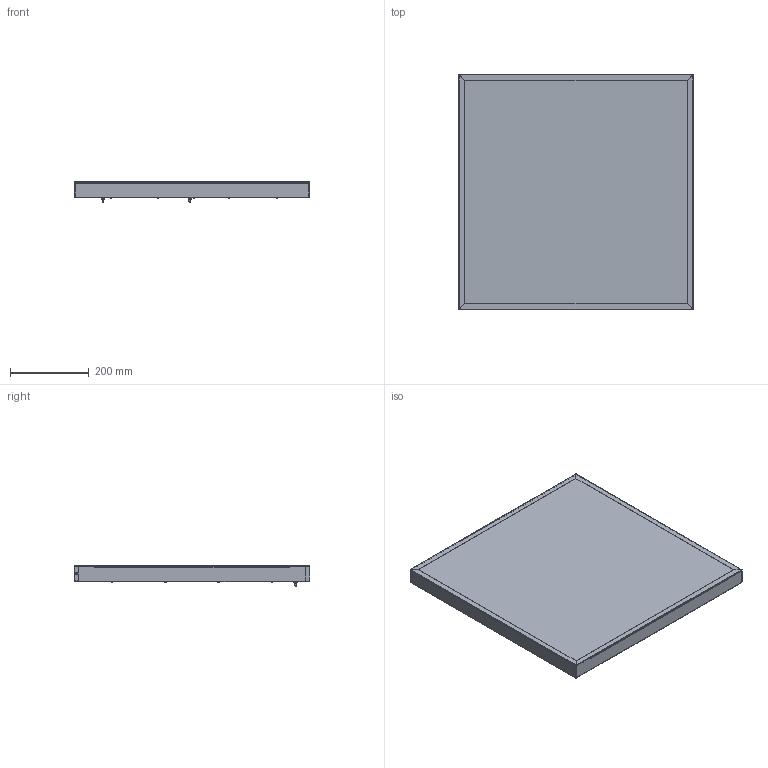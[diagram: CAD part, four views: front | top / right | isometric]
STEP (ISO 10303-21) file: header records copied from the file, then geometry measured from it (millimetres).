
FILE_DESCRIPTION(('STEP AP203'), '1');
FILE_NAME('001.0066.03.000 - ÃÑÎ-Àðìñòðîíã IP20 4 ëèíåéêè', '', ('UNSPECIFIED'), ('UNSPECIFIED'), 'C3D Converter', 'C3D Toolkit', '');
FILE_SCHEMA(('CONFIG_CONTROL_DESIGN'));
Length unit declared in the file: millimetre
Products named in the file (18): 001.0066.03.000
Assembly tree (143 placements, depth 2):
  001.0066.03.000
    (unnamed)  x2
    (unnamed)  x48
    (unnamed)  x48
    (unnamed)  x21
    (unnamed)
    (unnamed)  x2
    (unnamed)  x4
    (unnamed)  x4
    (unnamed)  x4
    (unnamed)
    (unnamed)
    (unnamed)
    (unnamed)  x2
    (unnamed)
    (unnamed)
    (unnamed)
    (unnamed)
Bounding box: 597.34 x 596.08 x 50.8 mm (x, y, z)
Volume: 1106167.6 mm3; surface area: 1827998.6 mm2
Topology: 143 solids, 143 shells, 1293 faces, 3009 edges, 2020 vertices
Faces by surface type: plane 1010, cylinder 173, sphere 46, cone 30, torus 24, bspline 10
Full cylindrical faces by diameter (mm): 1 x22, 1.522 x8, 3.2 x22, 3.5 x21, 4 x4, 7.6 x2, 10 x1
Entity records: 18154 total; most frequent: CARTESIAN_POINT 3184, DIRECTION 1941, ORIENTED_EDGE 1666, EDGE_CURVE 833, AXIS2_PLACEMENT_3D 677, LINE 587, VECTOR 587, VERTEX_POINT 548
